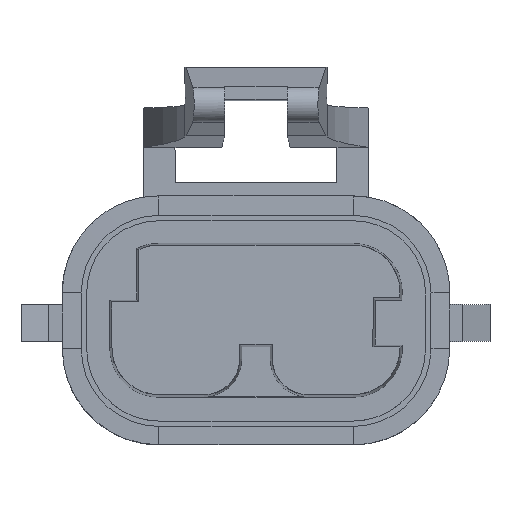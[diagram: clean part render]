
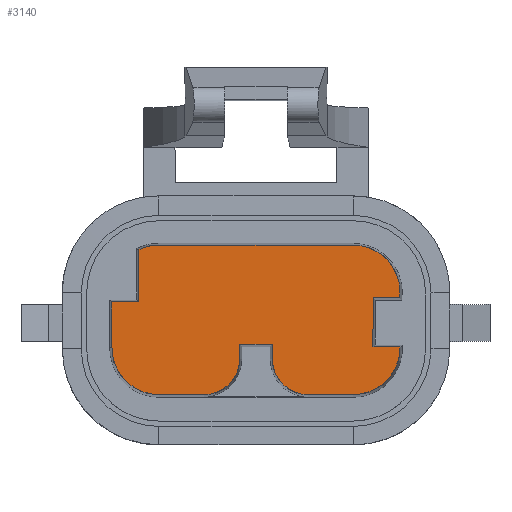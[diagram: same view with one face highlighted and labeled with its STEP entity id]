
A CAD part, top view. The second image highlights one B-rep face of the part: STEP entity #3140.
In plain terms, the highlighted planar face has unit normal (0, 0, 1).
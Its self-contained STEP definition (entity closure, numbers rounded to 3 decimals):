
#153=PLANE('',#3345);
#296=FACE_OUTER_BOUND('',#454,.T.);
#454=EDGE_LOOP('',(#2665,#2666,#2667,#2668,#2669,#2670,#2671,#2672,#2673,
#2674,#2675,#2676,#2677,#2678,#2679,#2680,#2681,#2682));
#522=CIRCLE('',#3346,2.);
#523=CIRCLE('',#3347,2.6);
#524=CIRCLE('',#3348,2.6);
#525=CIRCLE('',#3349,2.6);
#526=CIRCLE('',#3350,2.6);
#527=CIRCLE('',#3351,2.);
#839=LINE('',#4977,#1187);
#842=LINE('',#4983,#1190);
#843=LINE('',#4986,#1191);
#858=LINE('',#5018,#1206);
#859=LINE('',#5022,#1207);
#860=LINE('',#5024,#1208);
#861=LINE('',#5026,#1209);
#862=LINE('',#5030,#1210);
#863=LINE('',#5034,#1211);
#864=LINE('',#5036,#1212);
#865=LINE('',#5038,#1213);
#866=LINE('',#5042,#1214);
#1187=VECTOR('',#4019,0.8);
#1190=VECTOR('',#4024,1.8);
#1191=VECTOR('',#4027,0.8);
#1206=VECTOR('',#4054,2.5);
#1207=VECTOR('',#4057,1.5);
#1208=VECTOR('',#4058,2.75);
#1209=VECTOR('',#4059,1.482);
#1210=VECTOR('',#4062,10.8);
#1211=VECTOR('',#4065,2.906);
#1212=VECTOR('',#4066,1.5);
#1213=VECTOR('',#4067,2.55);
#1214=VECTOR('',#4070,2.5);
#1472=VERTEX_POINT('',#4971);
#1474=VERTEX_POINT('',#4975);
#1476=VERTEX_POINT('',#4981);
#1477=VERTEX_POINT('',#4985);
#1487=VERTEX_POINT('',#5015);
#1488=VERTEX_POINT('',#5017);
#1489=VERTEX_POINT('',#5019);
#1490=VERTEX_POINT('',#5021);
#1491=VERTEX_POINT('',#5023);
#1492=VERTEX_POINT('',#5025);
#1493=VERTEX_POINT('',#5027);
#1494=VERTEX_POINT('',#5029);
#1495=VERTEX_POINT('',#5031);
#1496=VERTEX_POINT('',#5033);
#1497=VERTEX_POINT('',#5035);
#1498=VERTEX_POINT('',#5037);
#1499=VERTEX_POINT('',#5039);
#1500=VERTEX_POINT('',#5041);
#1874=EDGE_CURVE('',#1472,#1474,#839,.T.);
#1877=EDGE_CURVE('',#1474,#1476,#842,.T.);
#1878=EDGE_CURVE('',#1477,#1476,#843,.T.);
#1893=EDGE_CURVE('',#1477,#1487,#522,.T.);
#1894=EDGE_CURVE('',#1487,#1488,#858,.T.);
#1895=EDGE_CURVE('',#1488,#1489,#523,.T.);
#1896=EDGE_CURVE('',#1489,#1490,#859,.T.);
#1897=EDGE_CURVE('',#1490,#1491,#860,.T.);
#1898=EDGE_CURVE('',#1491,#1492,#861,.T.);
#1899=EDGE_CURVE('',#1492,#1493,#524,.T.);
#1900=EDGE_CURVE('',#1493,#1494,#862,.T.);
#1901=EDGE_CURVE('',#1494,#1495,#525,.T.);
#1902=EDGE_CURVE('',#1495,#1496,#863,.T.);
#1903=EDGE_CURVE('',#1496,#1497,#864,.T.);
#1904=EDGE_CURVE('',#1497,#1498,#865,.T.);
#1905=EDGE_CURVE('',#1498,#1499,#526,.T.);
#1906=EDGE_CURVE('',#1499,#1500,#866,.T.);
#1907=EDGE_CURVE('',#1500,#1472,#527,.T.);
#2665=ORIENTED_EDGE('',*,*,#1878,.F.);
#2666=ORIENTED_EDGE('',*,*,#1893,.T.);
#2667=ORIENTED_EDGE('',*,*,#1894,.T.);
#2668=ORIENTED_EDGE('',*,*,#1895,.T.);
#2669=ORIENTED_EDGE('',*,*,#1896,.T.);
#2670=ORIENTED_EDGE('',*,*,#1897,.T.);
#2671=ORIENTED_EDGE('',*,*,#1898,.T.);
#2672=ORIENTED_EDGE('',*,*,#1899,.T.);
#2673=ORIENTED_EDGE('',*,*,#1900,.T.);
#2674=ORIENTED_EDGE('',*,*,#1901,.T.);
#2675=ORIENTED_EDGE('',*,*,#1902,.T.);
#2676=ORIENTED_EDGE('',*,*,#1903,.T.);
#2677=ORIENTED_EDGE('',*,*,#1904,.T.);
#2678=ORIENTED_EDGE('',*,*,#1905,.T.);
#2679=ORIENTED_EDGE('',*,*,#1906,.T.);
#2680=ORIENTED_EDGE('',*,*,#1907,.T.);
#2681=ORIENTED_EDGE('',*,*,#1874,.T.);
#2682=ORIENTED_EDGE('',*,*,#1877,.T.);
#3140=ADVANCED_FACE('',(#296),#153,.T.);
#3345=AXIS2_PLACEMENT_3D('',#5014,#4050,#4051);
#3346=AXIS2_PLACEMENT_3D('',#5016,#4052,#4053);
#3347=AXIS2_PLACEMENT_3D('',#5020,#4055,#4056);
#3348=AXIS2_PLACEMENT_3D('',#5028,#4060,#4061);
#3349=AXIS2_PLACEMENT_3D('',#5032,#4063,#4064);
#3350=AXIS2_PLACEMENT_3D('',#5040,#4068,#4069);
#3351=AXIS2_PLACEMENT_3D('',#5043,#4071,#4072);
#4019=DIRECTION('',(0.,1.,0.));
#4024=DIRECTION('',(1.,0.,0.));
#4027=DIRECTION('',(0.,1.,0.));
#4050=DIRECTION('center_axis',(0.,0.,1.));
#4051=DIRECTION('ref_axis',(1.,0.,0.));
#4052=DIRECTION('center_axis',(0.,0.,1.));
#4053=DIRECTION('ref_axis',(1.,0.,0.));
#4054=DIRECTION('',(1.,0.,0.));
#4055=DIRECTION('center_axis',(0.,0.,1.));
#4056=DIRECTION('ref_axis',(1.,0.,0.));
#4057=DIRECTION('',(-1.,0.,0.));
#4058=DIRECTION('',(0.,1.,0.));
#4059=DIRECTION('',(1.,0.,0.));
#4060=DIRECTION('center_axis',(0.,0.,1.));
#4061=DIRECTION('ref_axis',(1.,0.,0.));
#4062=DIRECTION('',(-1.,0.,0.));
#4063=DIRECTION('center_axis',(0.,0.,1.));
#4064=DIRECTION('ref_axis',(1.,0.,0.));
#4065=DIRECTION('',(0.,-1.,0.));
#4066=DIRECTION('',(-1.,0.,0.));
#4067=DIRECTION('',(0.,-1.,0.));
#4068=DIRECTION('center_axis',(0.,0.,1.));
#4069=DIRECTION('ref_axis',(1.,0.,0.));
#4070=DIRECTION('',(1.,0.,0.));
#4071=DIRECTION('center_axis',(0.,0.,1.));
#4072=DIRECTION('ref_axis',(1.,0.,0.));
#4971=CARTESIAN_POINT('',(-0.9,-2.15,14.714));
#4975=CARTESIAN_POINT('',(-0.9,-1.35,14.714));
#4977=CARTESIAN_POINT('',(-0.9,-2.15,14.714));
#4981=CARTESIAN_POINT('',(0.9,-1.35,14.714));
#4983=CARTESIAN_POINT('',(-0.9,-1.35,14.714));
#4985=CARTESIAN_POINT('',(0.9,-2.15,14.714));
#4986=CARTESIAN_POINT('',(0.9,-2.15,14.714));
#5014=CARTESIAN_POINT('Origin',(-8.,0.,14.714));
#5015=CARTESIAN_POINT('',(2.9,-4.15,14.714));
#5016=CARTESIAN_POINT('Origin',(2.9,-2.15,14.714));
#5017=CARTESIAN_POINT('',(5.4,-4.15,14.714));
#5018=CARTESIAN_POINT('',(2.9,-4.15,14.714));
#5019=CARTESIAN_POINT('',(8.,-1.505,14.714));
#5020=CARTESIAN_POINT('Origin',(5.4,-1.55,14.714));
#5021=CARTESIAN_POINT('',(6.5,-1.505,14.714));
#5022=CARTESIAN_POINT('',(8.,-1.505,14.714));
#5023=CARTESIAN_POINT('',(6.5,1.245,14.714));
#5024=CARTESIAN_POINT('',(6.5,-1.505,14.714));
#5025=CARTESIAN_POINT('',(7.982,1.245,14.714));
#5026=CARTESIAN_POINT('',(6.5,1.245,14.714));
#5027=CARTESIAN_POINT('',(5.4,4.15,14.714));
#5028=CARTESIAN_POINT('Origin',(5.4,1.55,14.714));
#5029=CARTESIAN_POINT('',(-5.4,4.15,14.714));
#5030=CARTESIAN_POINT('',(5.4,4.15,14.714));
#5031=CARTESIAN_POINT('',(-6.5,3.906,14.714));
#5032=CARTESIAN_POINT('Origin',(-5.4,1.55,14.714));
#5033=CARTESIAN_POINT('',(-6.5,1.,14.714));
#5034=CARTESIAN_POINT('',(-6.5,3.906,14.714));
#5035=CARTESIAN_POINT('',(-8.,1.,14.714));
#5036=CARTESIAN_POINT('',(-6.5,1.,14.714));
#5037=CARTESIAN_POINT('',(-8.,-1.55,14.714));
#5038=CARTESIAN_POINT('',(-8.,1.,14.714));
#5039=CARTESIAN_POINT('',(-5.4,-4.15,14.714));
#5040=CARTESIAN_POINT('Origin',(-5.4,-1.55,14.714));
#5041=CARTESIAN_POINT('',(-2.9,-4.15,14.714));
#5042=CARTESIAN_POINT('',(-5.4,-4.15,14.714));
#5043=CARTESIAN_POINT('Origin',(-2.9,-2.15,14.714));
